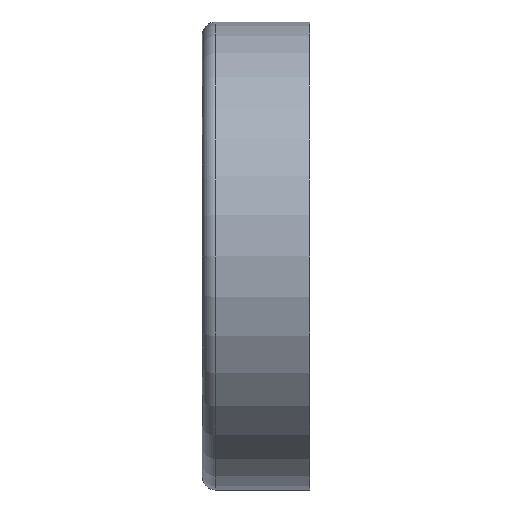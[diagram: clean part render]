
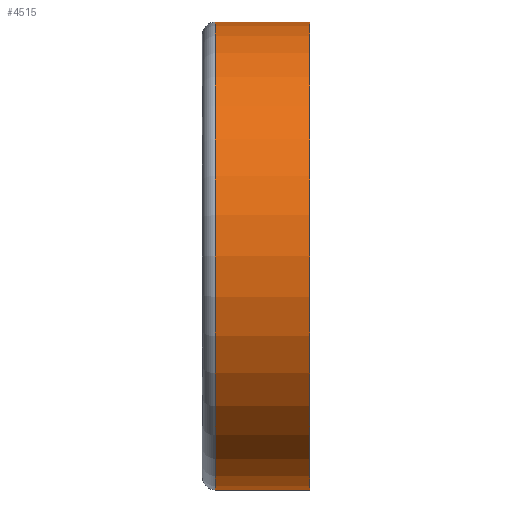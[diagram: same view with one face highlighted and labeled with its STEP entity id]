
A CAD part, left-side view. The second image highlights one B-rep face of the part: STEP entity #4515.
In plain terms, the highlighted cylindrical face has radius 36 mm (diameter 72 mm), a partial arc.
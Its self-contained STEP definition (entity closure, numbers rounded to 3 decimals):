
#63 = VECTOR ( 'NONE', #3555, 1000. ) ;
#133 = EDGE_LOOP ( 'NONE', ( #8654, #8459, #3060, #3658 ) ) ;
#368 = CARTESIAN_POINT ( 'NONE',  ( 0., 0., -36. ) ) ;
#438 = CARTESIAN_POINT ( 'NONE',  ( 0., 0., 0. ) ) ;
#454 = AXIS2_PLACEMENT_3D ( 'NONE', #1477, #6564, #2236 ) ;
#465 = DIRECTION ( 'NONE',  ( 0., -1., 0. ) ) ;
#971 = VERTEX_POINT ( 'NONE', #2082 ) ;
#1146 = DIRECTION ( 'NONE',  ( 0., -1., 0. ) ) ;
#1216 = DIRECTION ( 'NONE',  ( 0., 0., -1. ) ) ;
#1477 = CARTESIAN_POINT ( 'NONE',  ( 0., 0., 0. ) ) ;
#2082 = CARTESIAN_POINT ( 'NONE',  ( 0., 0., 36. ) ) ;
#2127 = CARTESIAN_POINT ( 'NONE',  ( 0., 14.5, 0. ) ) ;
#2236 = DIRECTION ( 'NONE',  ( 0., 0., -1. ) ) ;
#2275 = EDGE_CURVE ( 'NONE', #6276, #8256, #9006, .T. ) ;
#2440 = AXIS2_PLACEMENT_3D ( 'NONE', #438, #465, #1216 ) ;
#2809 = CARTESIAN_POINT ( 'NONE',  ( 0., 0., 36. ) ) ;
#2883 = DIRECTION ( 'NONE',  ( 0., 0., -1. ) ) ;
#3060 = ORIENTED_EDGE ( 'NONE', *, *, #2275, .T. ) ;
#3229 = VECTOR ( 'NONE', #1146, 1000. ) ;
#3555 = DIRECTION ( 'NONE',  ( 0., -1., 0. ) ) ;
#3658 = ORIENTED_EDGE ( 'NONE', *, *, #7382, .F. ) ;
#3740 = AXIS2_PLACEMENT_3D ( 'NONE', #2127, #7159, #2883 ) ;
#3973 = CIRCLE ( 'NONE', #3740, 36. ) ;
#4450 = CARTESIAN_POINT ( 'NONE',  ( 0., 14.5, -36. ) ) ;
#4515 = ADVANCED_FACE ( 'NONE', ( #8631 ), #5017, .T. ) ;
#4777 = CIRCLE ( 'NONE', #454, 36. ) ;
#5017 = CYLINDRICAL_SURFACE ( 'NONE', #2440, 36. ) ;
#5255 = EDGE_CURVE ( 'NONE', #7460, #6276, #3973, .T. ) ;
#6276 = VERTEX_POINT ( 'NONE', #4450 ) ;
#6443 = CARTESIAN_POINT ( 'NONE',  ( 0., 0., -36. ) ) ;
#6564 = DIRECTION ( 'NONE',  ( 0., -1., 0. ) ) ;
#7159 = DIRECTION ( 'NONE',  ( 0., -1., 0. ) ) ;
#7343 = CARTESIAN_POINT ( 'NONE',  ( 0., 14.5, 36. ) ) ;
#7382 = EDGE_CURVE ( 'NONE', #971, #8256, #4777, .T. ) ;
#7460 = VERTEX_POINT ( 'NONE', #7343 ) ;
#7758 = LINE ( 'NONE', #2809, #63 ) ;
#8219 = EDGE_CURVE ( 'NONE', #7460, #971, #7758, .T. ) ;
#8256 = VERTEX_POINT ( 'NONE', #6443 ) ;
#8459 = ORIENTED_EDGE ( 'NONE', *, *, #5255, .T. ) ;
#8631 = FACE_OUTER_BOUND ( 'NONE', #133, .T. ) ;
#8654 = ORIENTED_EDGE ( 'NONE', *, *, #8219, .F. ) ;
#9006 = LINE ( 'NONE', #368, #3229 ) ;
